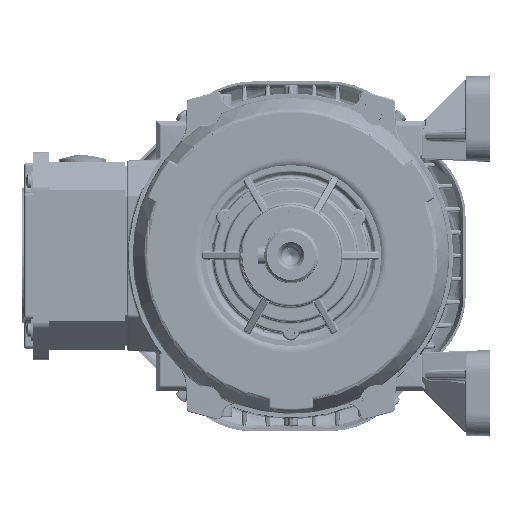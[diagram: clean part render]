
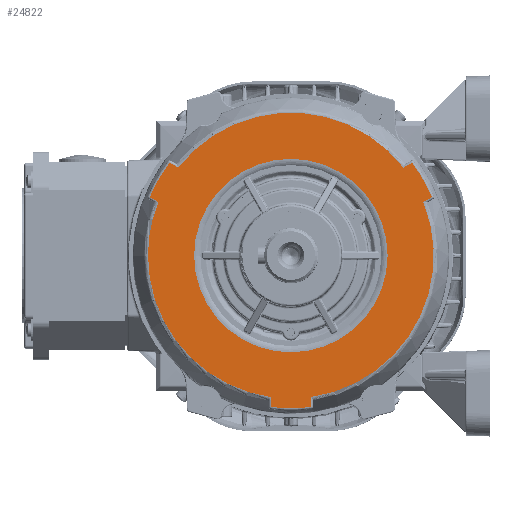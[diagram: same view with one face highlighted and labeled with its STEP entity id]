
A CAD part, top view. The second image highlights one B-rep face of the part: STEP entity #24822.
In plain terms, the highlighted planar face has unit normal (0, 0, 1).
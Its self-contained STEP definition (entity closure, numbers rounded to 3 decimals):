
#7953=FACE_BOUND('',#39192,.T.);
#7954=FACE_BOUND('',#39193,.T.);
#11056=PLANE('',#110791);
#12567=LINE('',#152404,#18700);
#12571=LINE('',#152458,#18704);
#12572=LINE('',#152478,#18705);
#12576=LINE('',#152529,#18709);
#12577=LINE('',#152547,#18710);
#12578=LINE('',#152549,#18711);
#18700=VECTOR('',#122508,1.);
#18704=VECTOR('',#122540,1.);
#18705=VECTOR('',#122551,1.);
#18709=VECTOR('',#122583,1.);
#18710=VECTOR('',#122592,1.);
#18711=VECTOR('',#122595,1.);
#24822=ADVANCED_FACE('3-0-545',(#7953,#7954),#11056,.T.);
#39192=EDGE_LOOP('',(#46785,#46786,#46787,#46788,#46789,#46790,#46791,#46792,
#46793,#46794,#46795,#46796,#46797));
#39193=EDGE_LOOP('',(#46798));
#46785=ORIENTED_EDGE('',*,*,#87712,.T.);
#46786=ORIENTED_EDGE('',*,*,#87647,.T.);
#46787=ORIENTED_EDGE('',*,*,#87713,.T.);
#46788=ORIENTED_EDGE('',*,*,#87714,.F.);
#46789=ORIENTED_EDGE('',*,*,#87715,.F.);
#46790=ORIENTED_EDGE('',*,*,#87675,.T.);
#46791=ORIENTED_EDGE('',*,*,#87679,.T.);
#46792=ORIENTED_EDGE('',*,*,#87689,.T.);
#46793=ORIENTED_EDGE('',*,*,#87692,.F.);
#46794=ORIENTED_EDGE('',*,*,#87694,.T.);
#46795=ORIENTED_EDGE('',*,*,#87698,.T.);
#46796=ORIENTED_EDGE('',*,*,#87708,.T.);
#46797=ORIENTED_EDGE('',*,*,#87710,.F.);
#46798=ORIENTED_EDGE('',*,*,#87716,.F.);
#75706=VERTEX_POINT('',#152287);
#75709=VERTEX_POINT('',#152295);
#75727=VERTEX_POINT('',#152401);
#75728=VERTEX_POINT('',#152403);
#75730=VERTEX_POINT('',#152411);
#75735=VERTEX_POINT('',#152457);
#75736=VERTEX_POINT('',#152473);
#75737=VERTEX_POINT('',#152477);
#75739=VERTEX_POINT('',#152485);
#75744=VERTEX_POINT('',#152528);
#75745=VERTEX_POINT('',#152543);
#75746=VERTEX_POINT('',#152550);
#75747=VERTEX_POINT('',#152552);
#75748=VERTEX_POINT('',#152555);
#87647=EDGE_CURVE('',#75706,#75709,#105557,.T.);
#87675=EDGE_CURVE('',#75727,#75728,#12567,.T.);
#87679=EDGE_CURVE('',#75728,#75730,#105567,.T.);
#87689=EDGE_CURVE('',#75730,#75735,#12571,.T.);
#87692=EDGE_CURVE('',#75736,#75735,#105572,.T.);
#87694=EDGE_CURVE('',#75736,#75737,#12572,.T.);
#87698=EDGE_CURVE('',#75737,#75739,#105577,.T.);
#87708=EDGE_CURVE('',#75739,#75744,#12576,.T.);
#87710=EDGE_CURVE('',#75745,#75744,#105581,.T.);
#87712=EDGE_CURVE('',#75745,#75706,#12577,.T.);
#87713=EDGE_CURVE('',#75709,#75746,#12578,.T.);
#87714=EDGE_CURVE('',#75747,#75746,#105583,.T.);
#87715=EDGE_CURVE('',#75727,#75747,#105584,.T.);
#87716=EDGE_CURVE('',#75748,#75748,#105585,.T.);
#105557=CIRCLE('',#110732,69.);
#105567=CIRCLE('',#110755,69.);
#105572=CIRCLE('',#110766,64.572);
#105577=CIRCLE('',#110774,69.);
#105581=CIRCLE('',#110784,64.572);
#105583=CIRCLE('',#110788,64.572);
#105584=CIRCLE('',#110789,64.572);
#105585=CIRCLE('',#110790,43.727);
#110732=AXIS2_PLACEMENT_3D('',#152296,#122460,#122461);
#110755=AXIS2_PLACEMENT_3D('',#152412,#122519,#122520);
#110766=AXIS2_PLACEMENT_3D('',#152474,#122545,#122546);
#110774=AXIS2_PLACEMENT_3D('',#152486,#122562,#122563);
#110784=AXIS2_PLACEMENT_3D('',#152544,#122586,#122587);
#110788=AXIS2_PLACEMENT_3D('',#152551,#122596,#122597);
#110789=AXIS2_PLACEMENT_3D('',#152553,#122598,#122599);
#110790=AXIS2_PLACEMENT_3D('',#152554,#122600,#122601);
#110791=AXIS2_PLACEMENT_3D('',#152556,#122602,#122603);
#122460=DIRECTION('',(0.,0.,1.));
#122461=DIRECTION('',(0.,1.,0.));
#122508=DIRECTION('',(0.,-1.,0.));
#122519=DIRECTION('',(0.,0.,1.));
#122520=DIRECTION('',(0.,1.,0.));
#122540=DIRECTION('',(0.,1.,0.));
#122545=DIRECTION('',(0.,0.,-1.));
#122546=DIRECTION('',(0.895,0.445,0.));
#122551=DIRECTION('',(0.866,0.5,0.));
#122562=DIRECTION('',(0.,0.,1.));
#122563=DIRECTION('',(0.,1.,0.));
#122583=DIRECTION('',(-0.866,-0.5,0.));
#122586=DIRECTION('',(0.,0.,-1.));
#122587=DIRECTION('',(-0.833,0.553,0.));
#122592=DIRECTION('',(-0.866,0.5,0.));
#122595=DIRECTION('',(0.866,-0.5,0.));
#122596=DIRECTION('',(0.,0.,-1.));
#122597=DIRECTION('',(-1.,0.,0.));
#122598=DIRECTION('',(0.,0.,-1.));
#122599=DIRECTION('',(-0.062,-0.998,0.));
#122600=DIRECTION('',(0.,0.,1.));
#122601=DIRECTION('',(0.,1.,0.));
#122602=DIRECTION('',(0.,0.,1.));
#122603=DIRECTION('',(-1.,0.,0.));
#152287=CARTESIAN_POINT('',(-54.745,41.999,49.5));
#152295=CARTESIAN_POINT('',(-63.745,26.411,49.5));
#152296=CARTESIAN_POINT('',(0.,0.,
49.5));
#152401=CARTESIAN_POINT('',(-9.,-63.942,49.5));
#152403=CARTESIAN_POINT('',(-9.,-68.411,49.5));
#152404=CARTESIAN_POINT('',(-9.,-64.448,49.5));
#152411=CARTESIAN_POINT('',(9.,-68.411,49.5));
#152412=CARTESIAN_POINT('',(0.,0.,49.5));
#152457=CARTESIAN_POINT('',(9.,-63.942,49.5));
#152458=CARTESIAN_POINT('',(9.,-68.884,49.5));
#152473=CARTESIAN_POINT('',(59.875,24.177,49.5));
#152474=CARTESIAN_POINT('',(0.,0.,
49.5));
#152477=CARTESIAN_POINT('',(63.745,26.411,49.5));
#152478=CARTESIAN_POINT('',(60.313,24.43,49.5));
#152485=CARTESIAN_POINT('',(54.745,41.999,49.5));
#152486=CARTESIAN_POINT('',(0.,0.,
49.5));
#152528=CARTESIAN_POINT('',(50.875,39.765,49.5));
#152529=CARTESIAN_POINT('',(79.646,56.376,49.5));
#152543=CARTESIAN_POINT('',(-50.875,39.765,49.5));
#152544=CARTESIAN_POINT('',(0.,0.,
49.5));
#152547=CARTESIAN_POINT('',(-52.303,40.589,49.5));
#152549=CARTESIAN_POINT('',(-64.155,26.648,49.5));
#152550=CARTESIAN_POINT('',(-59.875,24.177,49.5));
#152551=CARTESIAN_POINT('',(0.,0.,
49.5));
#152552=CARTESIAN_POINT('',(-64.572,0.,49.5));
#152553=CARTESIAN_POINT('',(0.,0.,49.5));
#152554=CARTESIAN_POINT('',(0.,0.,
49.5));
#152555=CARTESIAN_POINT('',(0.,43.727,49.5));
#152556=CARTESIAN_POINT('',(71.129,71.129,49.5));
